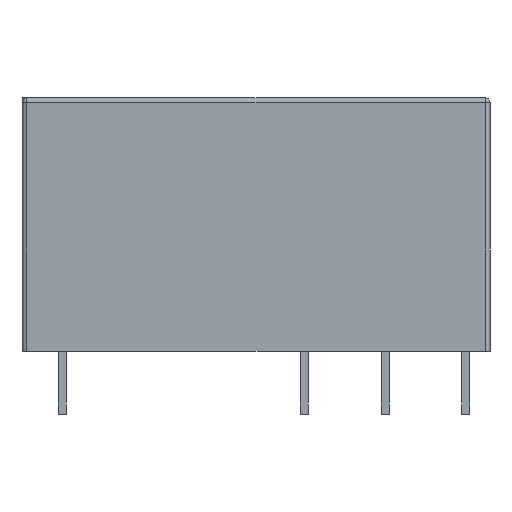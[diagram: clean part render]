
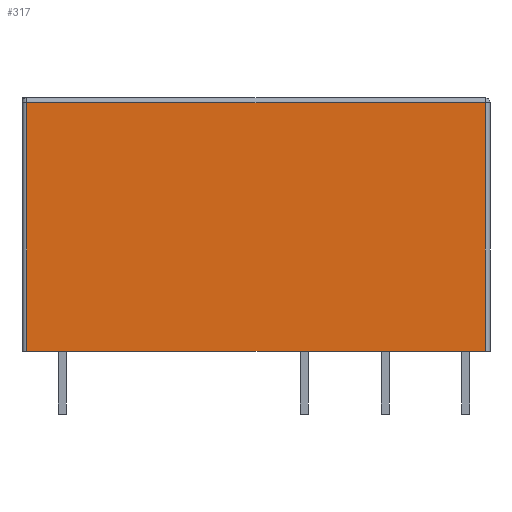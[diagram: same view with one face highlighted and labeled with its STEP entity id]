
A CAD part, front view. The second image highlights one B-rep face of the part: STEP entity #317.
In plain terms, the highlighted planar face has unit normal (0, -1, 0).
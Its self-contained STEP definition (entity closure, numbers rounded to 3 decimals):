
#209 = VERTEX_POINT ( 'NONE', #1101 ) ;
#211 = EDGE_CURVE ( 'NONE', #212, #209, #1100, .T. ) ;
#212 = VERTEX_POINT ( 'NONE', #1096 ) ;
#235 = ORIENTED_EDGE ( 'NONE', *, *, #211, .T. ) ;
#236 = ORIENTED_EDGE ( 'NONE', *, *, #237, .T. ) ;
#237 = EDGE_CURVE ( 'NONE', #209, #238, #1119, .T. ) ;
#238 = VERTEX_POINT ( 'NONE', #1115 ) ;
#239 = ORIENTED_EDGE ( 'NONE', *, *, #240, .T. ) ;
#240 = EDGE_CURVE ( 'NONE', #238, #241, #1114, .T. ) ;
#241 = VERTEX_POINT ( 'NONE', #1173 ) ;
#242 = ORIENTED_EDGE ( 'NONE', *, *, #243, .T. ) ;
#243 = EDGE_CURVE ( 'NONE', #241, #212, #1172, .T. ) ;
#317 = ADVANCED_FACE ( 'NONE', ( #1301 ), #1300, .F. ) ;
#318 = EDGE_LOOP ( 'NONE', ( #235, #236, #239, #242 ) ) ;
#1096 = CARTESIAN_POINT ( 'NONE',  ( -14.2, -6.35, 0. ) ) ;
#1097 = DIRECTION ( 'NONE',  ( 1., 0., 0. ) ) ;
#1098 = VECTOR ( 'NONE', #1097, 1000. ) ;
#1099 = CARTESIAN_POINT ( 'NONE',  ( -14.5, -6.35, 0. ) ) ;
#1100 = LINE ( 'NONE', #1099, #1098 ) ;
#1101 = CARTESIAN_POINT ( 'NONE',  ( 14.2, -6.35, 0. ) ) ;
#1111 = DIRECTION ( 'NONE',  ( -1., 0., 0. ) ) ;
#1112 = VECTOR ( 'NONE', #1111, 1000. ) ;
#1113 = CARTESIAN_POINT ( 'NONE',  ( -14.5, -6.35, 15.4 ) ) ;
#1114 = LINE ( 'NONE', #1113, #1112 ) ;
#1115 = CARTESIAN_POINT ( 'NONE',  ( 14.2, -6.35, 15.4 ) ) ;
#1116 = DIRECTION ( 'NONE',  ( 0., 0., 1. ) ) ;
#1117 = VECTOR ( 'NONE', #1116, 1000. ) ;
#1118 = CARTESIAN_POINT ( 'NONE',  ( 14.2, -6.35, 15.7 ) ) ;
#1119 = LINE ( 'NONE', #1118, #1117 ) ;
#1169 = DIRECTION ( 'NONE',  ( 0., 0., -1. ) ) ;
#1170 = VECTOR ( 'NONE', #1169, 1000. ) ;
#1171 = CARTESIAN_POINT ( 'NONE',  ( -14.2, -6.35, 15.7 ) ) ;
#1172 = LINE ( 'NONE', #1171, #1170 ) ;
#1173 = CARTESIAN_POINT ( 'NONE',  ( -14.2, -6.35, 15.4 ) ) ;
#1296 = DIRECTION ( 'NONE',  ( 0., 0., 1. ) ) ;
#1297 = DIRECTION ( 'NONE',  ( 0., 1., 0. ) ) ;
#1298 = CARTESIAN_POINT ( 'NONE',  ( -14.5, -6.35, 15.7 ) ) ;
#1299 = AXIS2_PLACEMENT_3D ( 'NONE', #1298, #1297, #1296 ) ;
#1300 = PLANE ( 'NONE',  #1299 ) ;
#1301 = FACE_OUTER_BOUND ( 'NONE', #318, .T. ) ;
